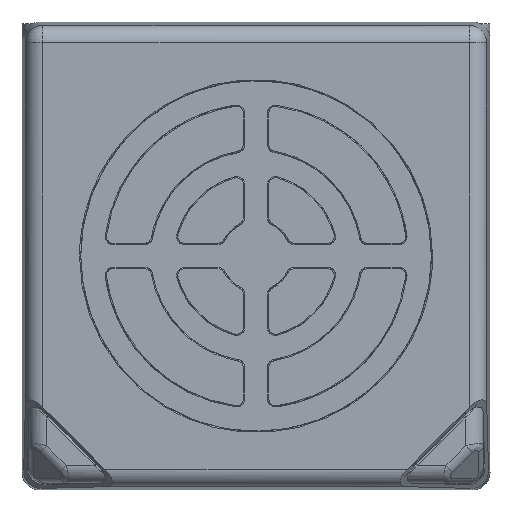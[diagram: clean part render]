
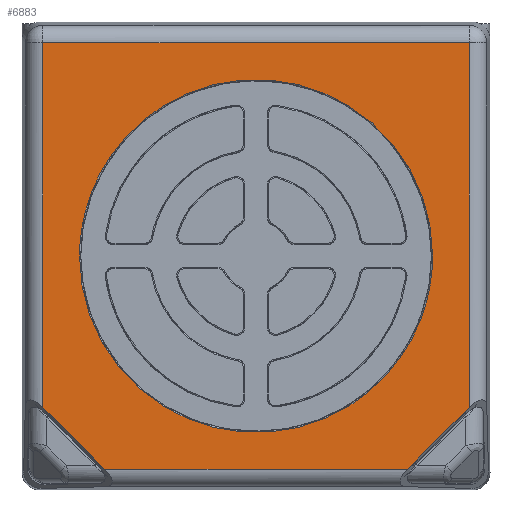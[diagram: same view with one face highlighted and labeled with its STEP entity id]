
A CAD part, front view. The second image highlights one B-rep face of the part: STEP entity #6883.
In plain terms, the highlighted planar face has unit normal (0, -1, 0).
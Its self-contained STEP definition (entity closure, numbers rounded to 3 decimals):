
#260=(
BOUNDED_CURVE()
B_SPLINE_CURVE(3,(#67980,#67981,#67982,#67983),.UNSPECIFIED.,.F.,.F.)
B_SPLINE_CURVE_WITH_KNOTS((4,4),(0.,1.),.UNSPECIFIED.)
CURVE()
GEOMETRIC_REPRESENTATION_ITEM()
RATIONAL_B_SPLINE_CURVE((1.,0.333,0.333,1.))
REPRESENTATION_ITEM('')
);
#261=(
BOUNDED_CURVE()
B_SPLINE_CURVE(3,(#67986,#67987,#67988,#67989),.UNSPECIFIED.,.F.,.F.)
B_SPLINE_CURVE_WITH_KNOTS((4,4),(0.,1.),.UNSPECIFIED.)
CURVE()
GEOMETRIC_REPRESENTATION_ITEM()
RATIONAL_B_SPLINE_CURVE((1.,0.333,0.333,1.))
REPRESENTATION_ITEM('')
);
#4912=PLANE('',#38114);
#5394=FACE_BOUND('',#11150,.T.);
#5395=FACE_BOUND('',#11151,.T.);
#6883=ADVANCED_FACE('',(#5394,#5395),#4912,.F.);
#11150=EDGE_LOOP('',(#24241,#24242,#24243,#24244,#24245,#24246));
#11151=EDGE_LOOP('',(#24247,#24248));
#14582=LINE('',#67130,#16763);
#14588=LINE('',#67185,#16769);
#14589=LINE('',#67187,#16770);
#14595=LINE('',#67242,#16776);
#14596=LINE('',#67249,#16777);
#14597=LINE('',#67253,#16778);
#16763=VECTOR('',#44515,1.);
#16769=VECTOR('',#44523,1.);
#16770=VECTOR('',#44526,1.);
#16776=VECTOR('',#44534,1.);
#16777=VECTOR('',#44537,1.);
#16778=VECTOR('',#44544,1.);
#24241=ORIENTED_EDGE('',*,*,#33539,.F.);
#24242=ORIENTED_EDGE('',*,*,#33526,.F.);
#24243=ORIENTED_EDGE('',*,*,#33541,.F.);
#24244=ORIENTED_EDGE('',*,*,#33543,.F.);
#24245=ORIENTED_EDGE('',*,*,#33525,.F.);
#24246=ORIENTED_EDGE('',*,*,#33512,.F.);
#24247=ORIENTED_EDGE('',*,*,#33587,.F.);
#24248=ORIENTED_EDGE('',*,*,#33588,.F.);
#29205=VERTEX_POINT('',#67104);
#29206=VERTEX_POINT('',#67131);
#29207=VERTEX_POINT('',#67132);
#29218=VERTEX_POINT('',#67188);
#29219=VERTEX_POINT('',#67189);
#29230=VERTEX_POINT('',#67248);
#29247=VERTEX_POINT('',#67984);
#29248=VERTEX_POINT('',#67985);
#33512=EDGE_CURVE('',#29206,#29207,#14582,.T.);
#33525=EDGE_CURVE('',#29207,#29205,#14588,.T.);
#33526=EDGE_CURVE('',#29218,#29219,#14589,.T.);
#33539=EDGE_CURVE('',#29219,#29206,#14595,.T.);
#33541=EDGE_CURVE('',#29230,#29218,#14596,.T.);
#33543=EDGE_CURVE('',#29205,#29230,#14597,.T.);
#33587=EDGE_CURVE('',#29247,#29248,#260,.T.);
#33588=EDGE_CURVE('',#29248,#29247,#261,.T.);
#38114=AXIS2_PLACEMENT_3D('',#67990,#44588,#44589);
#44515=DIRECTION('',(-0.707,0.,0.707));
#44523=DIRECTION('',(0.,0.,1.));
#44526=DIRECTION('',(-0.707,0.,-0.707));
#44534=DIRECTION('',(-1.,0.,0.));
#44537=DIRECTION('',(0.,0.,-1.));
#44544=DIRECTION('',(1.,0.,0.));
#44588=DIRECTION('',(0.,1.,0.));
#44589=DIRECTION('',(0.,0.,1.));
#67104=CARTESIAN_POINT('',(-18.225,-1.4,18.225));
#67130=CARTESIAN_POINT('',(-15.577,-1.4,-15.577));
#67131=CARTESIAN_POINT('',(-12.929,-1.4,-18.225));
#67132=CARTESIAN_POINT('',(-18.225,-1.4,-12.929));
#67185=CARTESIAN_POINT('',(-18.225,-1.4,77.387));
#67187=CARTESIAN_POINT('',(15.576,-1.4,-15.577));
#67188=CARTESIAN_POINT('',(18.224,-1.4,-12.929));
#67189=CARTESIAN_POINT('',(12.929,-1.4,-18.225));
#67242=CARTESIAN_POINT('',(-86.652,-1.4,-18.225));
#67248=CARTESIAN_POINT('',(18.224,-1.4,18.225));
#67249=CARTESIAN_POINT('',(18.224,-1.4,-81.409));
#67253=CARTESIAN_POINT('',(86.651,-1.4,18.225));
#67980=CARTESIAN_POINT('',(15.091,-1.4,0.));
#67981=CARTESIAN_POINT('',(15.091,-1.4,30.183));
#67982=CARTESIAN_POINT('',(-15.092,-1.4,30.183));
#67983=CARTESIAN_POINT('',(-15.092,-1.4,0.));
#67984=CARTESIAN_POINT('',(15.091,-1.4,0.));
#67985=CARTESIAN_POINT('',(-15.092,-1.4,0.));
#67986=CARTESIAN_POINT('',(-15.092,-1.4,0.));
#67987=CARTESIAN_POINT('',(-15.092,-1.4,-30.183));
#67988=CARTESIAN_POINT('',(15.091,-1.4,-30.183));
#67989=CARTESIAN_POINT('',(15.091,-1.4,0.));
#67990=CARTESIAN_POINT('',(0.,-1.4,0.));
